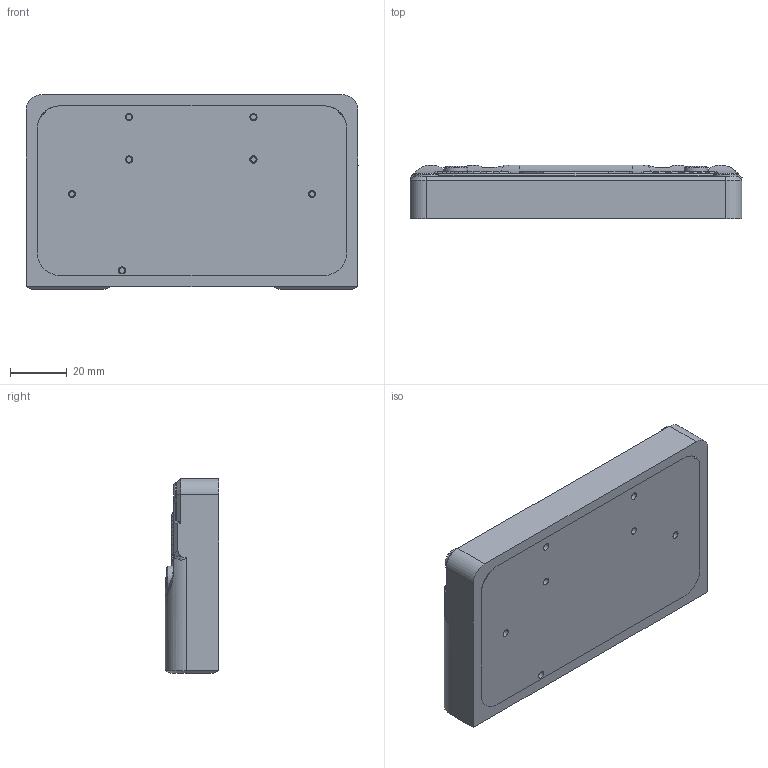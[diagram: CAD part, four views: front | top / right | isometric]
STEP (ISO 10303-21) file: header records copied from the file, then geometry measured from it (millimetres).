
FILE_DESCRIPTION(/* description */ (''),/* implementation_level */ '2;1');
FILE_NAME(/* name */ 'FOCBOX Unity.step',/* time_stamp */ '2020-11-02T15:09:39-08:00',/* author */ (''),/* organization */ (''),/* preprocessor_version */ 'ST-DEVELOPER v18.1',/* originating_system */ 'Autodesk Translation Framework v9.3.0.1241',/* authorisation */ '');
FILE_SCHEMA (('AUTOMOTIVE_DESIGN { 1 0 10303 214 3 1 1 }'));
Length unit declared in the file: millimetre
Products named in the file (4): FOCBOX Unity; HeatSync; 91292A113; SilliconCase
Assembly tree (6 placements, depth 3):
  FOCBOX Unity
    HeatSync
      91292A113  x4
    SilliconCase
Bounding box: 117.5 x 19 x 69 mm (x, y, z)
Volume: 92996.3 mm3; surface area: 63460.4 mm2
Topology: 8 solids, 8 shells, 764 faces, 2009 edges, 1271 vertices
Faces by surface type: cylinder 326, plane 326, cone 86, bspline 22, torus 4
Full cylindrical faces by diameter (mm): 2 x9, 2.35 x76, 2.529 x9, 3 x80, 4.8 x4, 5.5 x13, 8.5 x2
Entity records: 21918 total; most frequent: CARTESIAN_POINT 7665, ORIENTED_EDGE 2984, DIRECTION 2854, EDGE_CURVE 1492, LINE 960, VECTOR 960, VERTEX_POINT 950, AXIS2_PLACEMENT_3D 947
